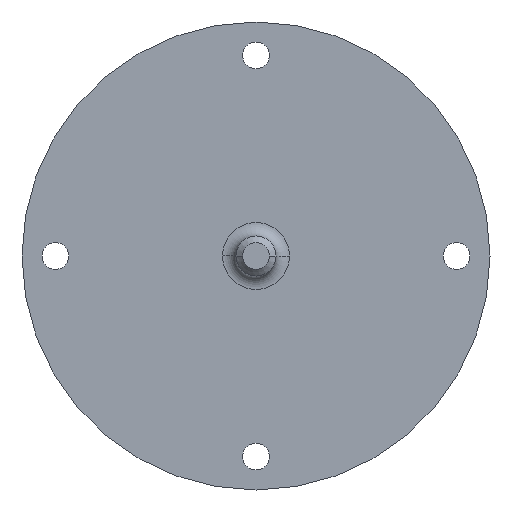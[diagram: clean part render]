
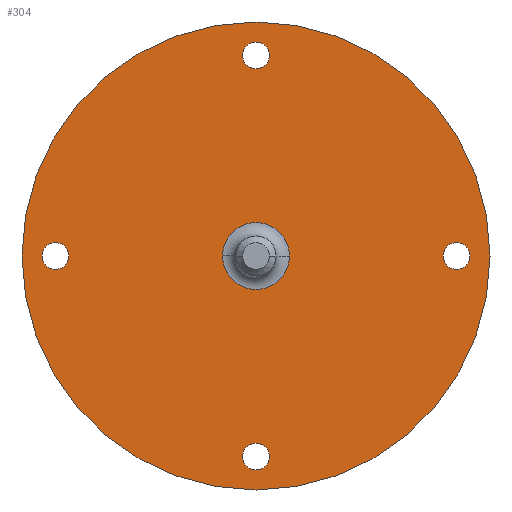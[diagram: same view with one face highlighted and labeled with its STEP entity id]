
A CAD part, front view. The second image highlights one B-rep face of the part: STEP entity #304.
In plain terms, the highlighted planar face has unit normal (0, -1, 0).
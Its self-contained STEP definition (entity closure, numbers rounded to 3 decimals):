
#1=CARTESIAN_POINT('',(0.,0.,0.));
#2=DIRECTION('',(0.,1.,0.));
#3=DIRECTION('',(1.,0.,0.));
#4=AXIS2_PLACEMENT_3D('',#1,#2,#3);
#6=CARTESIAN_POINT('',(0.,0.,0.));
#7=DIRECTION('',(0.,1.,0.));
#8=DIRECTION('',(-1.,0.,0.));
#9=AXIS2_PLACEMENT_3D('',#6,#7,#8);
#11=CARTESIAN_POINT('',(0.,0.,-30.));
#12=DIRECTION('',(0.,-1.,0.));
#13=DIRECTION('',(1.,0.,0.));
#14=AXIS2_PLACEMENT_3D('',#11,#12,#13);
#16=CARTESIAN_POINT('',(0.,0.,-30.));
#17=DIRECTION('',(0.,-1.,0.));
#18=DIRECTION('',(-1.,0.,0.));
#19=AXIS2_PLACEMENT_3D('',#16,#17,#18);
#21=CARTESIAN_POINT('',(30.,0.,0.));
#22=DIRECTION('',(0.,-1.,0.));
#23=DIRECTION('',(1.,0.,0.));
#24=AXIS2_PLACEMENT_3D('',#21,#22,#23);
#26=CARTESIAN_POINT('',(30.,0.,0.));
#27=DIRECTION('',(0.,-1.,0.));
#28=DIRECTION('',(-1.,0.,0.));
#29=AXIS2_PLACEMENT_3D('',#26,#27,#28);
#31=CARTESIAN_POINT('',(-30.,0.,0.));
#32=DIRECTION('',(0.,-1.,0.));
#33=DIRECTION('',(1.,0.,0.));
#34=AXIS2_PLACEMENT_3D('',#31,#32,#33);
#36=CARTESIAN_POINT('',(-30.,0.,0.));
#37=DIRECTION('',(0.,-1.,0.));
#38=DIRECTION('',(-1.,0.,0.));
#39=AXIS2_PLACEMENT_3D('',#36,#37,#38);
#41=CARTESIAN_POINT('',(0.,0.,30.));
#42=DIRECTION('',(0.,-1.,0.));
#43=DIRECTION('',(1.,0.,0.));
#44=AXIS2_PLACEMENT_3D('',#41,#42,#43);
#46=CARTESIAN_POINT('',(0.,0.,30.));
#47=DIRECTION('',(0.,-1.,0.));
#48=DIRECTION('',(-1.,0.,0.));
#49=AXIS2_PLACEMENT_3D('',#46,#47,#48);
#51=CARTESIAN_POINT('',(0.,0.,0.));
#52=DIRECTION('',(0.,-1.,0.));
#53=DIRECTION('',(1.,0.,0.));
#54=AXIS2_PLACEMENT_3D('',#51,#52,#53);
#56=CARTESIAN_POINT('',(0.,0.,0.));
#57=DIRECTION('',(0.,-1.,0.));
#58=DIRECTION('',(-1.,0.,0.));
#59=AXIS2_PLACEMENT_3D('',#56,#57,#58);
#207=CARTESIAN_POINT('',(35.,0.,0.));
#208=CARTESIAN_POINT('',(-35.,0.,0.));
#209=VERTEX_POINT('',#207);
#210=VERTEX_POINT('',#208);
#211=CARTESIAN_POINT('',(2.,0.,-30.));
#212=CARTESIAN_POINT('',(-2.,0.,-30.));
#213=VERTEX_POINT('',#211);
#214=VERTEX_POINT('',#212);
#215=CARTESIAN_POINT('',(32.,0.,0.));
#216=CARTESIAN_POINT('',(28.,0.,0.));
#217=VERTEX_POINT('',#215);
#218=VERTEX_POINT('',#216);
#219=CARTESIAN_POINT('',(-28.,0.,0.));
#220=CARTESIAN_POINT('',(-32.,0.,0.));
#221=VERTEX_POINT('',#219);
#222=VERTEX_POINT('',#220);
#223=CARTESIAN_POINT('',(2.,0.,30.));
#224=CARTESIAN_POINT('',(-2.,0.,30.));
#225=VERTEX_POINT('',#223);
#226=VERTEX_POINT('',#224);
#247=CARTESIAN_POINT('',(5.,0.,0.));
#248=CARTESIAN_POINT('',(-5.,0.,0.));
#249=VERTEX_POINT('',#247);
#250=VERTEX_POINT('',#248);
#263=CARTESIAN_POINT('',(0.,0.,0.));
#264=DIRECTION('',(0.,1.,0.));
#265=DIRECTION('',(1.,0.,0.));
#266=AXIS2_PLACEMENT_3D('',#263,#264,#265);
#267=PLANE('',#266);
#269=ORIENTED_EDGE('',*,*,#268,.T.);
#271=ORIENTED_EDGE('',*,*,#270,.T.);
#272=EDGE_LOOP('',(#269,#271));
#273=FACE_OUTER_BOUND('',#272,.F.);
#275=ORIENTED_EDGE('',*,*,#274,.T.);
#277=ORIENTED_EDGE('',*,*,#276,.T.);
#278=EDGE_LOOP('',(#275,#277));
#279=FACE_BOUND('',#278,.F.);
#281=ORIENTED_EDGE('',*,*,#280,.T.);
#283=ORIENTED_EDGE('',*,*,#282,.T.);
#284=EDGE_LOOP('',(#281,#283));
#285=FACE_BOUND('',#284,.F.);
#287=ORIENTED_EDGE('',*,*,#286,.T.);
#289=ORIENTED_EDGE('',*,*,#288,.T.);
#290=EDGE_LOOP('',(#287,#289));
#291=FACE_BOUND('',#290,.F.);
#293=ORIENTED_EDGE('',*,*,#292,.T.);
#295=ORIENTED_EDGE('',*,*,#294,.T.);
#296=EDGE_LOOP('',(#293,#295));
#297=FACE_BOUND('',#296,.F.);
#299=ORIENTED_EDGE('',*,*,#298,.T.);
#301=ORIENTED_EDGE('',*,*,#300,.T.);
#302=EDGE_LOOP('',(#299,#301));
#303=FACE_BOUND('',#302,.F.);
#304=ADVANCED_FACE('',(#273,#279,#285,#291,#297,#303),#267,.F.);
#5=CIRCLE('',#4,35.);
#10=CIRCLE('',#9,35.);
#15=CIRCLE('',#14,2.);
#20=CIRCLE('',#19,2.);
#25=CIRCLE('',#24,2.);
#30=CIRCLE('',#29,2.);
#35=CIRCLE('',#34,2.);
#40=CIRCLE('',#39,2.);
#45=CIRCLE('',#44,2.);
#50=CIRCLE('',#49,2.);
#55=CIRCLE('',#54,5.);
#60=CIRCLE('',#59,5.);
#268=EDGE_CURVE('',#209,#210,#5,.T.);
#270=EDGE_CURVE('',#210,#209,#10,.T.);
#274=EDGE_CURVE('',#213,#214,#15,.T.);
#276=EDGE_CURVE('',#214,#213,#20,.T.);
#280=EDGE_CURVE('',#217,#218,#25,.T.);
#282=EDGE_CURVE('',#218,#217,#30,.T.);
#286=EDGE_CURVE('',#221,#222,#35,.T.);
#288=EDGE_CURVE('',#222,#221,#40,.T.);
#292=EDGE_CURVE('',#225,#226,#45,.T.);
#294=EDGE_CURVE('',#226,#225,#50,.T.);
#298=EDGE_CURVE('',#249,#250,#55,.T.);
#300=EDGE_CURVE('',#250,#249,#60,.T.);
